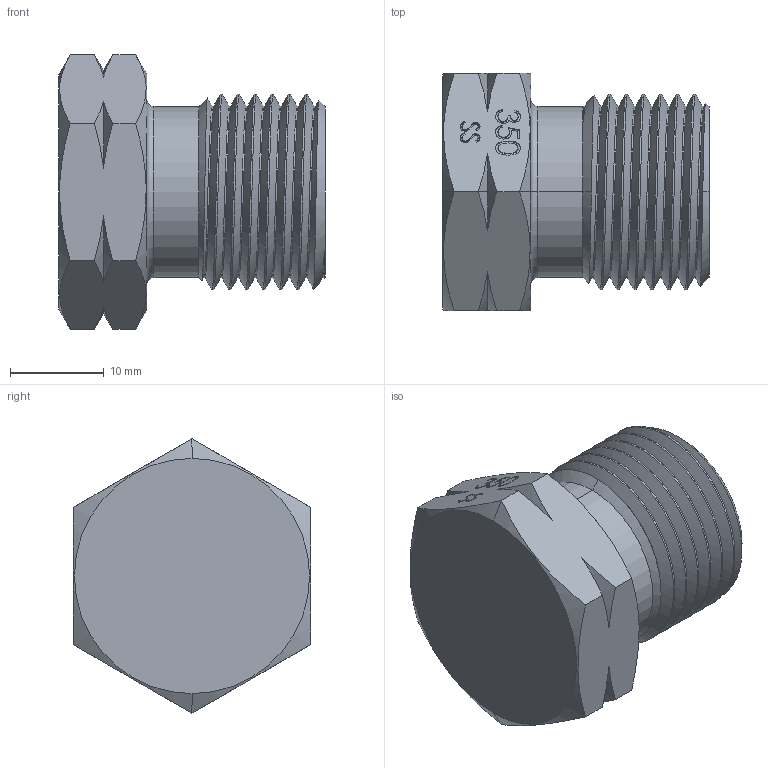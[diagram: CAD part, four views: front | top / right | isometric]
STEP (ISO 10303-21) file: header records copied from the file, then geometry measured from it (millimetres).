
FILE_DESCRIPTION (( 'STEP AP203' ), '1' );
FILE_NAME ('AD-350MSS-BL.STEP', '2025-08-01T17:44:31', ( '' ), ( '' ), 'SwSTEP 2.0', 'SolidWorks 2018', '' );
FILE_SCHEMA (( 'CONFIG_CONTROL_DESIGN' ));
Length unit declared in the file: inch
Products named in the file (1): AD-350MSS-BL
Bounding box: 28.45 x 25.4 x 29.33 mm (x, y, z)
Volume: 9241.4 mm3; surface area: 4090.7 mm2
Topology: 1 solids, 1 shells, 157 faces, 426 edges, 277 vertices
Faces by surface type: bspline 63, cylinder 35, plane 28, cone 27, torus 4
Entity records: 9204 total; most frequent: CARTESIAN_POINT 5845, ORIENTED_EDGE 848, DIRECTION 426, EDGE_CURVE 424, VERTEX_POINT 277, B_SPLINE_CURVE_WITH_KNOTS 168, EDGE_LOOP 165, LINE 160
